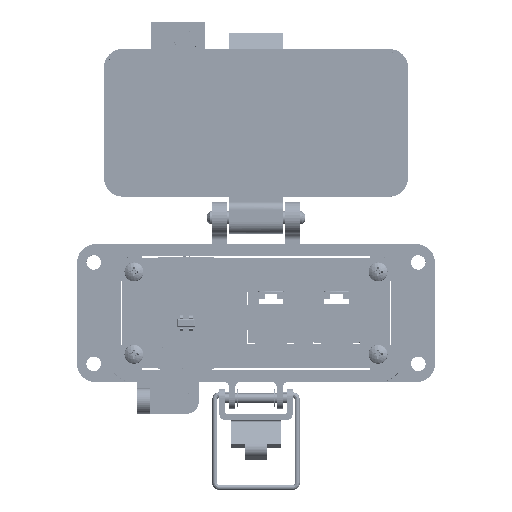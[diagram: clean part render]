
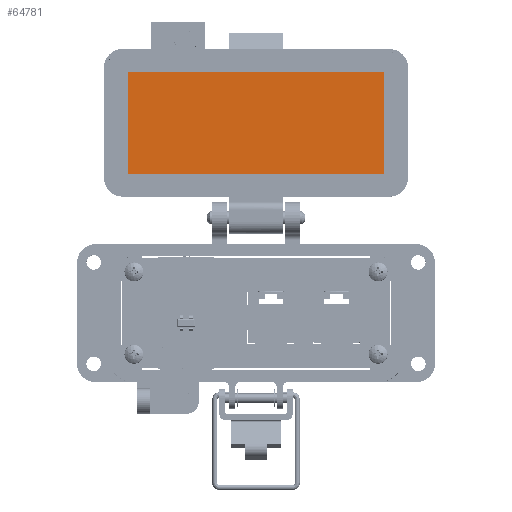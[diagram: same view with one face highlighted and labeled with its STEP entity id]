
A CAD part, top view. The second image highlights one B-rep face of the part: STEP entity #64781.
In plain terms, the highlighted planar face has unit normal (0, 0, 1).
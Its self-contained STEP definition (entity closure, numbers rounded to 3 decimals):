
#685 = AXIS2_PLACEMENT_3D ( 'NONE', #69891, #25391, #36665 ) ;
#2300 = CARTESIAN_POINT ( 'NONE',  ( 40.25, 83.154, -25.55 ) ) ;
#3067 = FACE_OUTER_BOUND ( 'NONE', #26544, .T. ) ;
#5547 = CARTESIAN_POINT ( 'NONE',  ( 40.25, 51.154, -25.55 ) ) ;
#8605 = EDGE_CURVE ( 'NONE', #60744, #30199, #49792, .T. ) ;
#10589 = ORIENTED_EDGE ( 'NONE', *, *, #17044, .F. ) ;
#16195 = CARTESIAN_POINT ( 'NONE',  ( -8.5, 83.154, -25.55 ) ) ;
#17044 = EDGE_CURVE ( 'NONE', #51403, #31312, #20501, .T. ) ;
#18478 = VECTOR ( 'NONE', #53472, 1000. ) ;
#20501 = LINE ( 'NONE', #42747, #41505 ) ;
#25391 = DIRECTION ( 'NONE',  ( 0., 0., 1. ) ) ;
#26544 = EDGE_LOOP ( 'NONE', ( #57333, #40803, #10589, #53195 ) ) ;
#30199 = VERTEX_POINT ( 'NONE', #2300 ) ;
#31186 = CARTESIAN_POINT ( 'NONE',  ( -40.25, 67.154, -25.55 ) ) ;
#31312 = VERTEX_POINT ( 'NONE', #53459 ) ;
#31805 = DIRECTION ( 'NONE',  ( -1., 0., 0. ) ) ;
#36665 = DIRECTION ( 'NONE',  ( 0., -1., 0. ) ) ;
#38375 = EDGE_CURVE ( 'NONE', #30199, #51403, #47768, .T. ) ;
#38450 = DIRECTION ( 'NONE',  ( 1., 0., 0. ) ) ;
#40803 = ORIENTED_EDGE ( 'NONE', *, *, #46075, .F. ) ;
#40864 = VECTOR ( 'NONE', #67888, 1000. ) ;
#41505 = VECTOR ( 'NONE', #31805, 1000. ) ;
#42263 = CARTESIAN_POINT ( 'NONE',  ( 40.25, 67.154, -25.55 ) ) ;
#42747 = CARTESIAN_POINT ( 'NONE',  ( 42., 51.154, -25.55 ) ) ;
#46075 = EDGE_CURVE ( 'NONE', #31312, #60744, #63308, .T. ) ;
#47768 = LINE ( 'NONE', #42263, #40864 ) ;
#49792 = LINE ( 'NONE', #16195, #57644 ) ;
#50278 = CARTESIAN_POINT ( 'NONE',  ( -40.25, 83.154, -25.55 ) ) ;
#51403 = VERTEX_POINT ( 'NONE', #5547 ) ;
#53195 = ORIENTED_EDGE ( 'NONE', *, *, #38375, .F. ) ;
#53459 = CARTESIAN_POINT ( 'NONE',  ( -40.25, 51.154, -25.55 ) ) ;
#53472 = DIRECTION ( 'NONE',  ( 0., 1., 0. ) ) ;
#57333 = ORIENTED_EDGE ( 'NONE', *, *, #8605, .F. ) ;
#57644 = VECTOR ( 'NONE', #38450, 1000. ) ;
#60744 = VERTEX_POINT ( 'NONE', #50278 ) ;
#63308 = LINE ( 'NONE', #31186, #18478 ) ;
#63336 = PLANE ( 'NONE',  #685 ) ;
#64781 = ADVANCED_FACE ( 'NONE', ( #3067 ), #63336, .T. ) ;
#67888 = DIRECTION ( 'NONE',  ( 0., -1., 0. ) ) ;
#69891 = CARTESIAN_POINT ( 'NONE',  ( -8.5, 67.154, -25.55 ) ) ;
